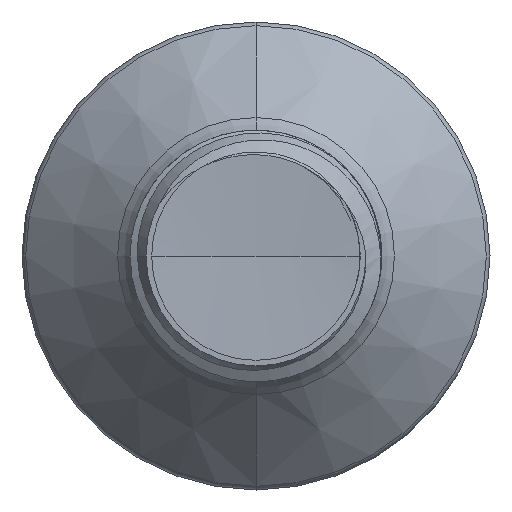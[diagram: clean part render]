
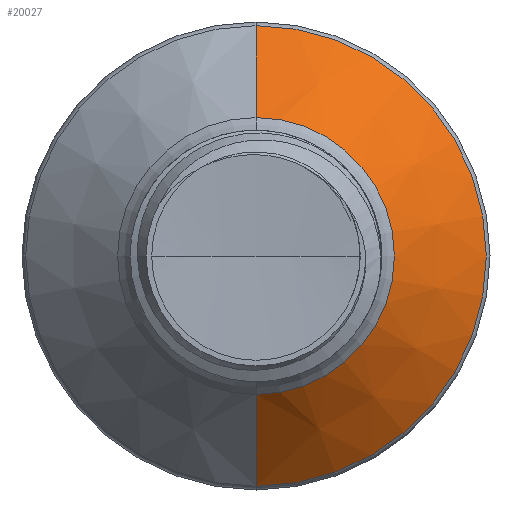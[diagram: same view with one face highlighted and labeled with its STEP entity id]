
A CAD part, front view. The second image highlights one B-rep face of the part: STEP entity #20027.
In plain terms, the highlighted conical face has half-angle 45 degrees and reference radius 2.75 mm.
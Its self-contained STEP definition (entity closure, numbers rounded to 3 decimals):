
#192 = VERTEX_POINT ( 'NONE', #4166 ) ;
#898 = ORIENTED_EDGE ( 'NONE', *, *, #26308, .F. ) ;
#1012 = DIRECTION ( 'NONE',  ( 0., 1., 0. ) ) ;
#1403 = CARTESIAN_POINT ( 'NONE',  ( 0., 13.865, 0. ) ) ;
#1595 = EDGE_CURVE ( 'NONE', #7158, #21431, #23545, .T. ) ;
#1695 = CARTESIAN_POINT ( 'NONE',  ( 0., 13.865, -2.75 ) ) ;
#1744 = DIRECTION ( 'NONE',  ( 0., 1., 0. ) ) ;
#2440 = ORIENTED_EDGE ( 'NONE', *, *, #10005, .F. ) ;
#3088 = LINE ( 'NONE', #28254, #15649 ) ;
#4103 = DIRECTION ( 'NONE',  ( 0., 1., 0. ) ) ;
#4166 = CARTESIAN_POINT ( 'NONE',  ( 0., 15.692, 4.577 ) ) ;
#5932 = CONICAL_SURFACE ( 'NONE', #16821, 2.75, 0.785 ) ;
#5994 = ORIENTED_EDGE ( 'NONE', *, *, #9449, .T. ) ;
#7158 = VERTEX_POINT ( 'NONE', #24476 ) ;
#9449 = EDGE_CURVE ( 'NONE', #15682, #7158, #31093, .T. ) ;
#9922 = CARTESIAN_POINT ( 'NONE',  ( 0., 13.865, 2.75 ) ) ;
#10005 = EDGE_CURVE ( 'NONE', #15682, #192, #3088, .T. ) ;
#10278 = DIRECTION ( 'NONE',  ( 0., 0.707, 0.707 ) ) ;
#13603 = CARTESIAN_POINT ( 'NONE',  ( 0., 15.692, -4.577 ) ) ;
#15649 = VECTOR ( 'NONE', #10278, 1000. ) ;
#15682 = VERTEX_POINT ( 'NONE', #9922 ) ;
#16028 = AXIS2_PLACEMENT_3D ( 'NONE', #17853, #1744, #20542 ) ;
#16633 = VECTOR ( 'NONE', #24313, 1000. ) ;
#16821 = AXIS2_PLACEMENT_3D ( 'NONE', #1403, #4103, #22758 ) ;
#17151 = CARTESIAN_POINT ( 'NONE',  ( 0., 15.692, 0. ) ) ;
#17853 = CARTESIAN_POINT ( 'NONE',  ( 0., 13.865, 0. ) ) ;
#18646 = ORIENTED_EDGE ( 'NONE', *, *, #1595, .T. ) ;
#19788 = CIRCLE ( 'NONE', #21079, 4.577 ) ;
#19824 = DIRECTION ( 'NONE',  ( 0., 0., 1. ) ) ;
#20027 = ADVANCED_FACE ( 'NONE', ( #21050 ), #5932, .T. ) ;
#20542 = DIRECTION ( 'NONE',  ( 0., 0., 1. ) ) ;
#20659 = EDGE_LOOP ( 'NONE', ( #5994, #18646, #898, #2440 ) ) ;
#21050 = FACE_OUTER_BOUND ( 'NONE', #20659, .T. ) ;
#21079 = AXIS2_PLACEMENT_3D ( 'NONE', #17151, #1012, #19824 ) ;
#21431 = VERTEX_POINT ( 'NONE', #13603 ) ;
#22758 = DIRECTION ( 'NONE',  ( 0., 0., 1. ) ) ;
#23545 = LINE ( 'NONE', #1695, #16633 ) ;
#24313 = DIRECTION ( 'NONE',  ( 0., 0.707, -0.707 ) ) ;
#24476 = CARTESIAN_POINT ( 'NONE',  ( 0., 13.865, -2.75 ) ) ;
#26308 = EDGE_CURVE ( 'NONE', #192, #21431, #19788, .T. ) ;
#28254 = CARTESIAN_POINT ( 'NONE',  ( 0., 13.865, 2.75 ) ) ;
#31093 = CIRCLE ( 'NONE', #16028, 2.75 ) ;
